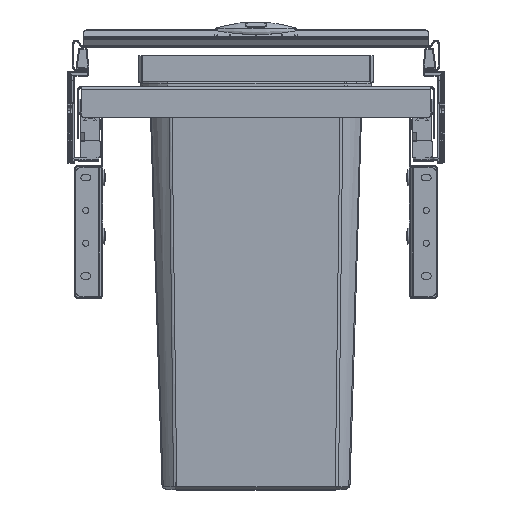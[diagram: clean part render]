
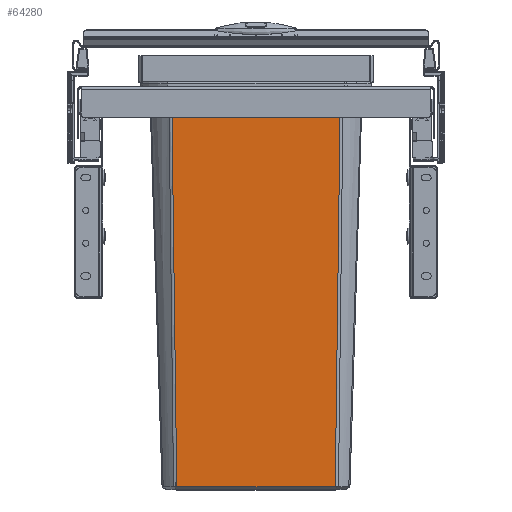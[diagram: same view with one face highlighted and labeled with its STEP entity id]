
A CAD part, top view. The second image highlights one B-rep face of the part: STEP entity #64280.
In plain terms, the highlighted planar face has unit normal (0, -0.031, 1).
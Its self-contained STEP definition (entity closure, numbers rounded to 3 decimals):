
#12963=EDGE_CURVE('9833',#33361,#33358,#33362,.T.);
#13015=EDGE_CURVE('9781',#33358,#33429,#33432,.T.);
#13017=EDGE_CURVE('9817',#33434,#33429,#33435,.T.);
#13019=EDGE_CURVE('9786',#33361,#33434,#33437,.T.);
#33358=VERTEX_POINT('',#62907);
#33361=VERTEX_POINT('',#62918);
#33362=LINE('',#62919,#62920);
#33429=VERTEX_POINT('',#63137);
#33432=B_SPLINE_CURVE_WITH_KNOTS('',3,(#63147,#63148,#63149,#63150,#63151,#63152),.UNSPECIFIED.,.F.,.F.,(4,1,1,4),(0.0,0.333,0.667,1.0),.UNSPECIFIED.);
#33434=VERTEX_POINT('',#63155);
#33435=LINE('',#63156,#63157);
#33437=B_SPLINE_CURVE_WITH_KNOTS('',3,(#63160,#63161,#63162,#63163,#63164,#63165),.UNSPECIFIED.,.F.,.F.,(4,1,1,4),(0.0,0.333,0.667,1.0),.UNSPECIFIED.);
#62907=CARTESIAN_POINT('',(-82.429,9.8,-15.929));
#62918=CARTESIAN_POINT('',(82.429,9.8,-15.929));
#62919=CARTESIAN_POINT('',(82.429,9.8,-15.929));
#62920=VECTOR('',#104980,164.857);
#63137=CARTESIAN_POINT('',(-77.274,-390.329,-28.401));
#63147=CARTESIAN_POINT('',(-82.429,9.8,-15.929));
#63148=CARTESIAN_POINT('',(-81.817,-38.308,-17.428));
#63149=CARTESIAN_POINT('',(-80.621,-132.084,-20.351));
#63150=CARTESIAN_POINT('',(-78.915,-264.81,-24.489));
#63151=CARTESIAN_POINT('',(-77.815,-349.234,-27.12));
#63152=CARTESIAN_POINT('',(-77.274,-390.329,-28.401));
#63155=CARTESIAN_POINT('',(77.274,-390.329,-28.401));
#63156=CARTESIAN_POINT('',(77.274,-390.329,-28.401));
#63157=VECTOR('',#104990,154.548);
#63160=CARTESIAN_POINT('',(82.429,9.8,-15.929));
#63161=CARTESIAN_POINT('',(81.817,-38.308,-17.428));
#63162=CARTESIAN_POINT('',(80.621,-132.085,-20.351));
#63163=CARTESIAN_POINT('',(78.915,-264.81,-24.489));
#63164=CARTESIAN_POINT('',(77.815,-349.234,-27.12));
#63165=CARTESIAN_POINT('',(77.274,-390.329,-28.401));
#64280=ADVANCED_FACE('7138',(#105347),#105348,.T.);
#104980=DIRECTION('',(-1.0,0.,0.0));
#104990=DIRECTION('',(-1.0,0.,0.0));
#105347=FACE_OUTER_BOUND('',#132122,.T.);
#105348=PLANE('',#132123);
#132122=EDGE_LOOP('',(#146103,#146104,#146105,#146106));
#132123=AXIS2_PLACEMENT_3D('',#146107,#146108,#146109);
#146103=ORIENTED_EDGE('',*,*,#13017,.F.);
#146104=ORIENTED_EDGE('',*,*,#13019,.F.);
#146105=ORIENTED_EDGE('',*,*,#12963,.T.);
#146106=ORIENTED_EDGE('',*,*,#13015,.T.);
#146107=CARTESIAN_POINT('',(0.,-180.469,-21.86));
#146108=DIRECTION('',(0.0,-0.031,1.));
#146109=DIRECTION('',(1.0,0.0,0.0));
